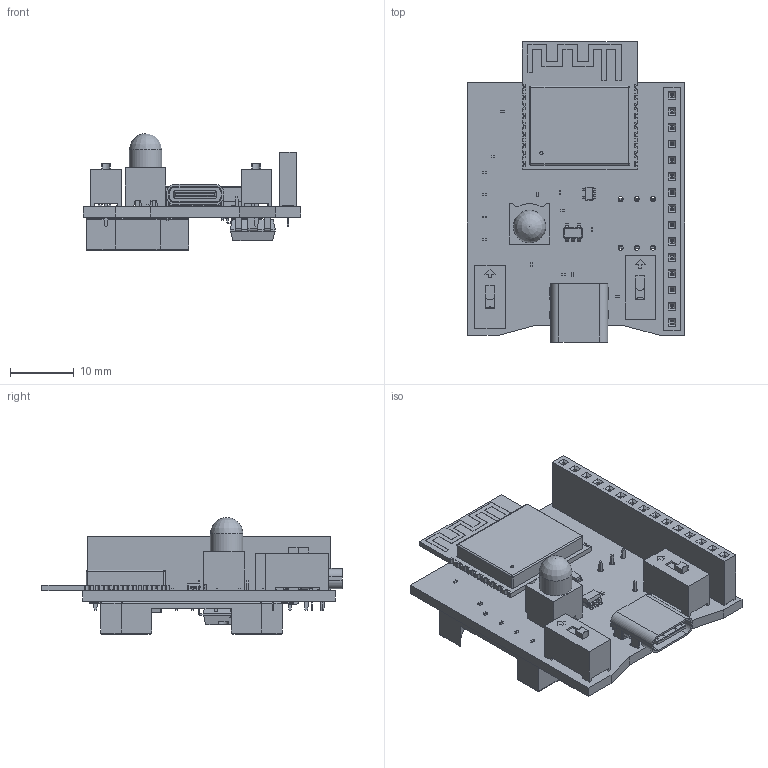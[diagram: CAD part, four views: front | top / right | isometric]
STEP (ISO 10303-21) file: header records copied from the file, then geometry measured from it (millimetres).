
FILE_DESCRIPTION(('KiCad electronic assembly'),'2;1');
FILE_NAME('OpenESPmodulev2.step','2025-05-02T23:06:57',('Pcbnew'),( 'Kicad'),'Open CASCADE STEP processor 7.8','KiCad to STEP converter' ,'Unknown');
FILE_SCHEMA(('AUTOMOTIVE_DESIGN { 1 0 10303 214 1 1 1 1 }'));
Length unit declared in the file: millimetre
Products named in the file (26): OpenESPmodulev2 1; R_0201_0603Metric; C_0201_0603Metric; USB_C_Receptacle_GCT_USB4085; LED_VCCLite_5381H5_6.35x6.35mm; Anode_fd_sp; SOT-353_SC-70-5; SOT_353_SC_70_5; ESP32-C3-WROOM-02; SW_DIP_SPSTx01_Slide_9.78x4.72mm_W7.62mm_P2.54mm; SW_DIP_SPSTx01_Slide_978x472mm_W762mm_P254mm; PinSocket_1x15_P2.54mm_Vertical; SOT-23-5; SOT_23_5; SOIC-8_3.9x4.9mm_P1.27mm; SOIC_8_39x49mm_P127mm; BatteryHolder_Keystone_1060_1x2032; Keystone_1060_1x2032; DIP-6_W7.62mm; OpenESPmodule_PCB
Assembly tree (38 placements, depth 3):
  OpenESPmodulev2 1
    R_0201_0603Metric  x5
      R_0201_0603Metric
    C_0201_0603Metric  x9
      C_0201_0603Metric
    USB_C_Receptacle_GCT_USB4085
      USB_C_Receptacle_GCT_USB4085
    LED_VCCLite_5381H5_6.35x6.35mm
      Anode_fd_sp
    SOT-353_SC-70-5
      SOT_353_SC_70_5
    ESP32-C3-WROOM-02
      ESP32-C3-WROOM-02
    SW_DIP_SPSTx01_Slide_9.78x4.72mm_W7.62mm_P2.54mm  x2
      SW_DIP_SPSTx01_Slide_978x472mm_W762mm_P254mm
    PinSocket_1x15_P2.54mm_Vertical
      PinSocket_1x15_P2.54mm_Vertical
    SOT-23-5
      SOT_23_5
    SOIC-8_3.9x4.9mm_P1.27mm
      SOIC_8_39x49mm_P127mm
    BatteryHolder_Keystone_1060_1x2032
      Keystone_1060_1x2032
    DIP-6_W7.62mm
      DIP-6_W7.62mm
    OpenESPmodule_PCB
Bounding box: 34 x 46.98 x 18.31 mm (x, y, z)
Volume: 5611 mm3; surface area: 8950.4 mm2
Topology: 88 solids, 88 shells, 2417 faces, 6133 edges, 3953 vertices
Faces by surface type: plane 1881, cylinder 412, bspline 108, torus 7, cone 4, sphere 4, revolution 1
Full cylindrical faces by diameter (mm): 0.2 x12, 0.4 x16, 0.5 x1, 0.6 x1, 0.7 x4, 0.8 x10, 1 x15, 5.08 x1
Entity records: 75106 total; most frequent: CARTESIAN_POINT 11370, ORIENTED_EDGE 10304, DIRECTION 9545, EDGE_CURVE 5152, LINE 4464, VECTOR 4464, VERTEX_POINT 3306, AXIS2_PLACEMENT_3D 2540
